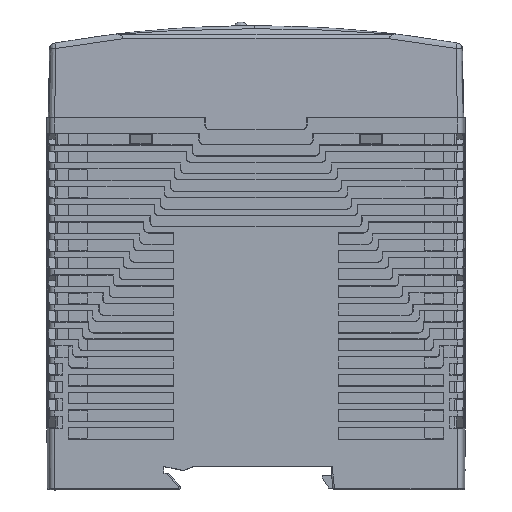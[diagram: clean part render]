
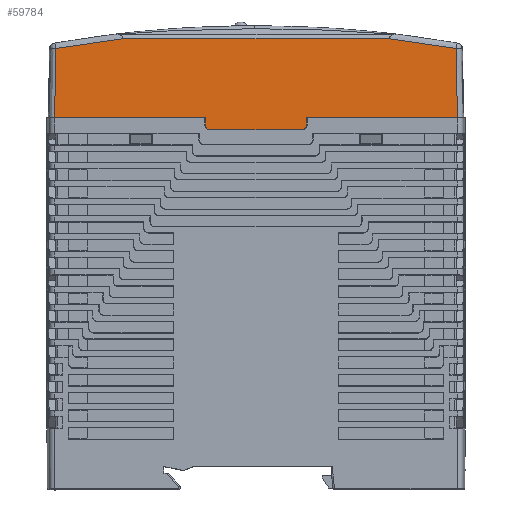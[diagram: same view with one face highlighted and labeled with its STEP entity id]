
A CAD part, top view. The second image highlights one B-rep face of the part: STEP entity #59784.
In plain terms, the highlighted planar face has unit normal (0, 0.018, 1).
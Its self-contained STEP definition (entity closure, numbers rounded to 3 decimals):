
#55906 = VERTEX_POINT ( 'NONE', #67343 ) ;
#57957 = EDGE_CURVE ( 'NONE', #55906, #58088, #73430, .T. ) ;
#57982 = EDGE_CURVE ( 'NONE', #58204, #58069, #73551, .T. ) ;
#58005 = EDGE_CURVE ( 'NONE', #58069, #58006, #73527, .T. ) ;
#58006 = VERTEX_POINT ( 'NONE', #73542 ) ;
#58011 = EDGE_CURVE ( 'NONE', #58006, #58095, #73638, .T. ) ;
#58051 = VERTEX_POINT ( 'NONE', #73684 ) ;
#58055 = VERTEX_POINT ( 'NONE', #73679 ) ;
#58069 = VERTEX_POINT ( 'NONE', #73729 ) ;
#58088 = VERTEX_POINT ( 'NONE', #73931 ) ;
#58095 = VERTEX_POINT ( 'NONE', #73910 ) ;
#58103 = EDGE_CURVE ( 'NONE', #58095, #58051, #73882, .T. ) ;
#58160 = EDGE_CURVE ( 'NONE', #58051, #58055, #74048, .T. ) ;
#58204 = VERTEX_POINT ( 'NONE', #74212 ) ;
#58223 = VERTEX_POINT ( 'NONE', #74260 ) ;
#58274 = VERTEX_POINT ( 'NONE', #74324 ) ;
#58337 = EDGE_CURVE ( 'NONE', #58475, #58446, #74535, .T. ) ;
#58429 = EDGE_CURVE ( 'NONE', #58055, #58274, #74997, .T. ) ;
#58446 = VERTEX_POINT ( 'NONE', #75093 ) ;
#58475 = VERTEX_POINT ( 'NONE', #75132 ) ;
#58495 = EDGE_CURVE ( 'NONE', #58274, #58475, #75262, .T. ) ;
#58517 = EDGE_CURVE ( 'NONE', #58446, #58223, #74827, .T. ) ;
#59644 = EDGE_LOOP ( 'NONE', ( #59774, #59905, #59786, #59796, #59785, #59801, #59850, #59854, #59798, #59730, #59862, #59860 ) ) ;
#59730 = ORIENTED_EDGE ( 'NONE', *, *, #57957, .F. ) ;
#59774 = ORIENTED_EDGE ( 'NONE', *, *, #58337, .F. ) ;
#59784 = ADVANCED_FACE ( 'NONE', ( #81268 ), #81258, .T. ) ;
#59785 = ORIENTED_EDGE ( 'NONE', *, *, #58103, .F. ) ;
#59786 = ORIENTED_EDGE ( 'NONE', *, *, #58429, .F. ) ;
#59796 = ORIENTED_EDGE ( 'NONE', *, *, #58160, .F. ) ;
#59798 = ORIENTED_EDGE ( 'NONE', *, *, #59852, .T. ) ;
#59800 = EDGE_CURVE ( 'NONE', #55906, #58223, #81353, .T. ) ;
#59801 = ORIENTED_EDGE ( 'NONE', *, *, #58011, .F. ) ;
#59850 = ORIENTED_EDGE ( 'NONE', *, *, #58005, .F. ) ;
#59852 = EDGE_CURVE ( 'NONE', #58204, #58088, #81740, .T. ) ;
#59854 = ORIENTED_EDGE ( 'NONE', *, *, #57982, .F. ) ;
#59860 = ORIENTED_EDGE ( 'NONE', *, *, #58517, .F. ) ;
#59862 = ORIENTED_EDGE ( 'NONE', *, *, #59800, .T. ) ;
#59905 = ORIENTED_EDGE ( 'NONE', *, *, #58495, .F. ) ;
#67343 = CARTESIAN_POINT ( 'NONE',  ( -28.39, 96.896, 14.703 ) ) ;
#73126 = DIRECTION ( 'NONE',  ( 0.016, 1., -0.017 ) ) ;
#73406 = DIRECTION ( 'NONE',  ( 1., 0., 0. ) ) ;
#73407 = VECTOR ( 'NONE', #73406, 1000. ) ;
#73429 = CARTESIAN_POINT ( 'NONE',  ( 0., 96.896, 14.703 ) ) ;
#73430 = LINE ( 'NONE', #73429, #73407 ) ;
#73526 = CARTESIAN_POINT ( 'NONE',  ( 0., 79.9, 15. ) ) ;
#73527 = LINE ( 'NONE', #73526, #73634 ) ;
#73542 = CARTESIAN_POINT ( 'NONE',  ( 10.95, 79.9, 15. ) ) ;
#73544 = DIRECTION ( 'NONE',  ( 0.016, -1., 0.017 ) ) ;
#73546 = VECTOR ( 'NONE', #73544, 1000. ) ;
#73548 = CARTESIAN_POINT ( 'NONE',  ( 43.246, 79.9, 15. ) ) ;
#73551 = LINE ( 'NONE', #73548, #73546 ) ;
#73614 = DIRECTION ( 'NONE',  ( -0.017, -1., 0.017 ) ) ;
#73616 = VECTOR ( 'NONE', #73614, 1000. ) ;
#73633 = DIRECTION ( 'NONE',  ( -1., 0., 0. ) ) ;
#73634 = VECTOR ( 'NONE', #73633, 1000. ) ;
#73636 = CARTESIAN_POINT ( 'NONE',  ( 10.95, 79.9, 15. ) ) ;
#73638 = LINE ( 'NONE', #73636, #73616 ) ;
#73679 = CARTESIAN_POINT ( 'NONE',  ( -9.923, 77.35, 15.045 ) ) ;
#73684 = CARTESIAN_POINT ( 'NONE',  ( 9.923, 77.35, 15.045 ) ) ;
#73729 = CARTESIAN_POINT ( 'NONE',  ( 43.246, 79.9, 15. ) ) ;
#73865 = CARTESIAN_POINT ( 'NONE',  ( 9.923, 77.35, 15.045 ) ) ;
#73867 = CARTESIAN_POINT ( 'NONE',  ( 10.501, 77.35, 15.045 ) ) ;
#73869 = CARTESIAN_POINT ( 'NONE',  ( 10.913, 77.755, 15.037 ) ) ;
#73871 = CARTESIAN_POINT ( 'NONE',  ( 10.923, 78.333, 15.027 ) ) ;
#73882 =( BOUNDED_CURVE ( )  B_SPLINE_CURVE ( 3, ( #73871, #73869, #73867, #73865 ),
 .UNSPECIFIED., .F., .T. ) 
 B_SPLINE_CURVE_WITH_KNOTS ( ( 4, 4 ),
 ( 4.73, 6.283 ),
 .UNSPECIFIED. ) 
 CURVE ( )  GEOMETRIC_REPRESENTATION_ITEM ( )  RATIONAL_B_SPLINE_CURVE ( ( 1., 0.809, 0.809, 1. ) ) 
 REPRESENTATION_ITEM ( '' )  );
#73910 = CARTESIAN_POINT ( 'NONE',  ( 10.923, 78.333, 15.027 ) ) ;
#73931 = CARTESIAN_POINT ( 'NONE',  ( 28.39, 96.896, 14.703 ) ) ;
#74026 = DIRECTION ( 'NONE',  ( -1., 0., 0. ) ) ;
#74027 = VECTOR ( 'NONE', #74026, 1000. ) ;
#74046 = CARTESIAN_POINT ( 'NONE',  ( 0., 77.35, 15.045 ) ) ;
#74048 = LINE ( 'NONE', #74046, #74027 ) ;
#74212 = CARTESIAN_POINT ( 'NONE',  ( 43.007, 94.776, 14.74 ) ) ;
#74260 = CARTESIAN_POINT ( 'NONE',  ( -43.007, 94.776, 14.74 ) ) ;
#74324 = CARTESIAN_POINT ( 'NONE',  ( -10.923, 78.333, 15.027 ) ) ;
#74530 = DIRECTION ( 'NONE',  ( -1., 0., 0. ) ) ;
#74532 = VECTOR ( 'NONE', #74530, 1000. ) ;
#74534 = CARTESIAN_POINT ( 'NONE',  ( 0., 79.9, 15. ) ) ;
#74535 = LINE ( 'NONE', #74534, #74532 ) ;
#74780 = VECTOR ( 'NONE', #73126, 1000. ) ;
#74782 = CARTESIAN_POINT ( 'NONE',  ( -43.007, 94.776, 14.74 ) ) ;
#74827 = LINE ( 'NONE', #74782, #74780 ) ;
#74983 = CARTESIAN_POINT ( 'NONE',  ( -10.923, 78.333, 15.027 ) ) ;
#74984 = CARTESIAN_POINT ( 'NONE',  ( -10.913, 77.755, 15.037 ) ) ;
#74986 = CARTESIAN_POINT ( 'NONE',  ( -10.501, 77.35, 15.045 ) ) ;
#74987 = CARTESIAN_POINT ( 'NONE',  ( -9.923, 77.35, 15.045 ) ) ;
#74997 =( BOUNDED_CURVE ( )  B_SPLINE_CURVE ( 3, ( #74987, #74986, #74984, #74983 ),
 .UNSPECIFIED., .F., .F. ) 
 B_SPLINE_CURVE_WITH_KNOTS ( ( 4, 4 ),
 ( 0., 1.553 ),
 .UNSPECIFIED. ) 
 CURVE ( )  GEOMETRIC_REPRESENTATION_ITEM ( )  RATIONAL_B_SPLINE_CURVE ( ( 1., 0.809, 0.809, 1. ) ) 
 REPRESENTATION_ITEM ( '' )  );
#75093 = CARTESIAN_POINT ( 'NONE',  ( -43.246, 79.9, 15. ) ) ;
#75132 = CARTESIAN_POINT ( 'NONE',  ( -10.95, 79.9, 15. ) ) ;
#75257 = DIRECTION ( 'NONE',  ( -0.017, 1., -0.017 ) ) ;
#75259 = VECTOR ( 'NONE', #75257, 1000. ) ;
#75261 = CARTESIAN_POINT ( 'NONE',  ( -10.923, 78.333, 15.027 ) ) ;
#75262 = LINE ( 'NONE', #75261, #75259 ) ;
#81258 = PLANE ( 'NONE',  #81335 ) ;
#81268 = FACE_OUTER_BOUND ( 'NONE', #59644, .T. ) ;
#81303 = DIRECTION ( 'NONE',  ( -1., 0., 0. ) ) ;
#81305 = DIRECTION ( 'NONE',  ( 0., 0.017, 1. ) ) ;
#81307 = CARTESIAN_POINT ( 'NONE',  ( 44.976, 97.287, 14.697 ) ) ;
#81335 = AXIS2_PLACEMENT_3D ( 'NONE', #81307, #81305, #81303 ) ;
#81343 = CARTESIAN_POINT ( 'NONE',  ( -28.39, 96.896, 14.703 ) ) ;
#81353 = B_SPLINE_CURVE_WITH_KNOTS ( 'NONE', 3,
 ( #81343, #81460, #81458, #81456 ),
 .UNSPECIFIED., .F., .F.,
 ( 4, 4 ),
 ( 0., 1. ),
 .UNSPECIFIED. ) ;
#81456 = CARTESIAN_POINT ( 'NONE',  ( -43.007, 94.776, 14.74 ) ) ;
#81458 = CARTESIAN_POINT ( 'NONE',  ( -38.155, 95.627, 14.725 ) ) ;
#81460 = CARTESIAN_POINT ( 'NONE',  ( -33.283, 96.334, 14.713 ) ) ;
#81740 = B_SPLINE_CURVE_WITH_KNOTS ( 'NONE', 3,
 ( #81844, #81842, #81840, #81838 ),
 .UNSPECIFIED., .F., .F.,
 ( 4, 4 ),
 ( 0., 1. ),
 .UNSPECIFIED. ) ;
#81838 = CARTESIAN_POINT ( 'NONE',  ( 28.39, 96.896, 14.703 ) ) ;
#81840 = CARTESIAN_POINT ( 'NONE',  ( 33.283, 96.334, 14.713 ) ) ;
#81842 = CARTESIAN_POINT ( 'NONE',  ( 38.155, 95.627, 14.725 ) ) ;
#81844 = CARTESIAN_POINT ( 'NONE',  ( 43.007, 94.776, 14.74 ) ) ;
